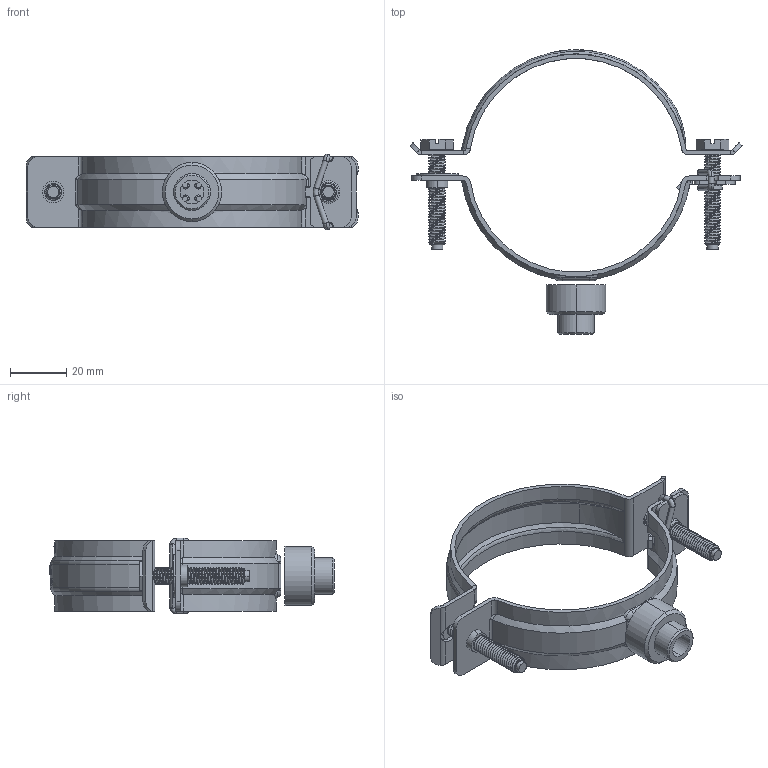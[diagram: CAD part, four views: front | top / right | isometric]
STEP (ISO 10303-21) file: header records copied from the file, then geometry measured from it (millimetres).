
FILE_DESCRIPTION (( 'STEP AP203' ), '1' );
FILE_NAME ('50.109RK.STEP', '2024-03-25T12:45:48', ( '' ), ( '' ), 'SwSTEP 2.0', 'SolidWorks 2023', '' );
FILE_SCHEMA (( 'CONFIG_CONTROL_DESIGN' ));
Length unit declared in the file: millimetre
Products named in the file (1): 50.109RK
Bounding box: 117.99 x 101.09 x 27 mm (x, y, z)
Surface area: 22345.5 mm2 (no closed solid volume)
Topology: 0 solids, 9 shells, 643 faces, 2266 edges, 1570 vertices
Faces by surface type: cylinder 265, plane 188, bspline 115, cone 45, torus 28, sphere 2
Entity records: 37851 total; most frequent: CARTESIAN_POINT 21131, ORIENTED_EDGE 3822, DIRECTION 2694, EDGE_CURVE 2264, VERTEX_POINT 1570, AXIS2_PLACEMENT_3D 999, B_SPLINE_CURVE_WITH_KNOTS 802, VECTOR 696
